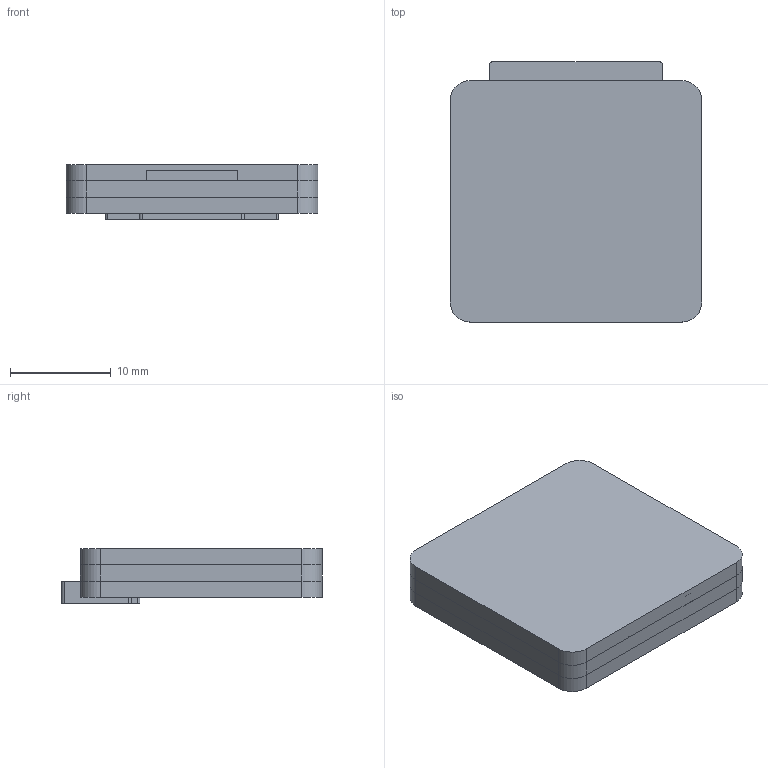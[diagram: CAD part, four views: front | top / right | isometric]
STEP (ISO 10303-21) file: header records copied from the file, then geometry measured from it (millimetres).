
FILE_DESCRIPTION(/* description */ (''),/* implementation_level */ '2;1');
FILE_NAME(/* name */ 'SPD-008I1_001.stp',/* time_stamp */ '2019-09-03T20:08:32+09:00',/* author */ (''),/* organization */ (''),/* preprocessor_version */ 'ST-DEVELOPER v16.7',/* originating_system */ 'SIEMENS PLM Software NX 12.0',/* authorisation */ '');
FILE_SCHEMA (('AUTOMOTIVE_DESIGN { 1 0 10303 214 3 1 1 1 }'));
Length unit declared in the file: millimetre
Products named in the file (13): 184476711-std_001; 124067991-std_001; 124072191-std_001; 672076001-std_001; 672318801-std_001; 672425501-std_001; 148278211-std_001; 111817311-std_001; 111877311-std_001; 111898411-std_001; 111816811-std_001; 148275521-std_001; SPD-008I1_001
Assembly tree (17 placements, depth 2):
  SPD-008I1_001
    148275521-std_001
    111816811-std_001  x5
    111898411-std_001
    111877311-std_001
    111817311-std_001
    148278211-std_001
    672425501-std_001
    672318801-std_001
    672076001-std_001
    124072191-std_001  x2
    124067991-std_001
    184476711-std_001
Bounding box: 25 x 25.85 x 5.4 mm (x, y, z)
Volume: 3198.2 mm3; surface area: 5651.9 mm2
Topology: 57 solids, 63 shells, 606 faces, 1478 edges, 992 vertices
Faces by surface type: plane 460, cylinder 146
Full cylindrical faces by diameter (mm): 2.3 x4
Entity records: 14008 total; most frequent: CARTESIAN_POINT 2210, DIRECTION 2126, ORIENTED_EDGE 2088, EDGE_CURVE 1054, LINE 870, VECTOR 870, VERTEX_POINT 712, AXIS2_PLACEMENT_3D 628
